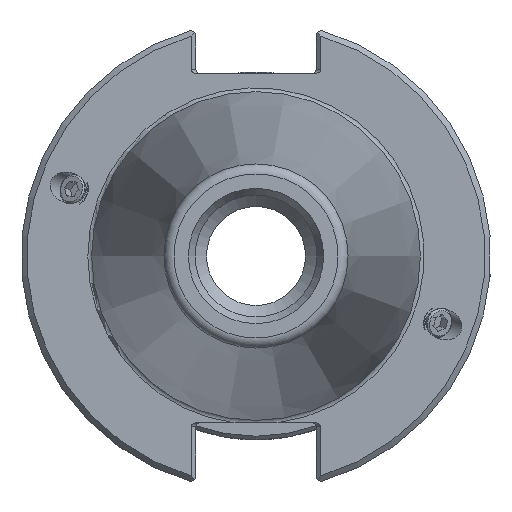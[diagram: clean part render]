
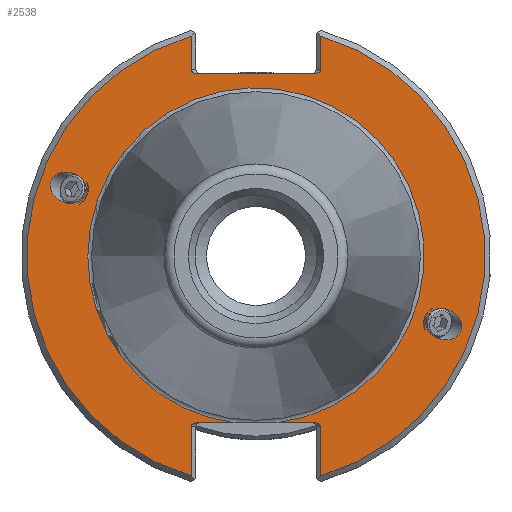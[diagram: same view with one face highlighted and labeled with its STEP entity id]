
A CAD part, left-side view. The second image highlights one B-rep face of the part: STEP entity #2538.
In plain terms, the highlighted planar face has unit normal (-1, 0, 0).
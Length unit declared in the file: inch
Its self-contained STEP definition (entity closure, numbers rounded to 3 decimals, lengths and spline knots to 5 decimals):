
#42=ELLIPSE('',#2733,0.09853,0.08071);
#43=ELLIPSE('',#2741,0.09853,0.08071);
#48=ELLIPSE('',#2784,0.02828,0.02);
#49=ELLIPSE('',#2786,0.02828,0.02);
#50=ELLIPSE('',#2787,0.02828,0.02);
#51=ELLIPSE('',#2789,0.02828,0.02);
#135=FACE_BOUND('',#643,.T.);
#136=FACE_BOUND('',#644,.T.);
#423=FACE_OUTER_BOUND('',#642,.T.);
#642=EDGE_LOOP('',(#2029,#2030,#2031,#2032,#2033,#2034,#2035,#2036,#2037,
#2038,#2039,#2040,#2041,#2042));
#643=EDGE_LOOP('',(#2043));
#644=EDGE_LOOP('',(#2044));
#808=CIRCLE('',#2781,0.895);
#810=CIRCLE('',#2785,1.22);
#811=CIRCLE('',#2788,1.22);
#890=LINE('',#4264,#1026);
#896=LINE('',#4292,#1032);
#897=LINE('',#4296,#1033);
#898=LINE('',#4300,#1034);
#899=LINE('',#4305,#1035);
#900=LINE('',#4309,#1036);
#901=LINE('',#4312,#1037);
#1026=VECTOR('',#3281,0.63343);
#1032=VECTOR('',#3295,0.205);
#1033=VECTOR('',#3298,0.2622);
#1034=VECTOR('',#3301,0.1782);
#1035=VECTOR('',#3306,0.1782);
#1036=VECTOR('',#3309,0.2622);
#1037=VECTOR('',#3312,0.205);
#1257=VERTEX_POINT('',#4162);
#1260=VERTEX_POINT('',#4173);
#1290=VERTEX_POINT('',#4260);
#1292=VERTEX_POINT('',#4263);
#1296=VERTEX_POINT('',#4274);
#1297=VERTEX_POINT('',#4275);
#1299=VERTEX_POINT('',#4291);
#1300=VERTEX_POINT('',#4293);
#1301=VERTEX_POINT('',#4295);
#1302=VERTEX_POINT('',#4297);
#1303=VERTEX_POINT('',#4299);
#1304=VERTEX_POINT('',#4302);
#1305=VERTEX_POINT('',#4304);
#1306=VERTEX_POINT('',#4306);
#1307=VERTEX_POINT('',#4308);
#1308=VERTEX_POINT('',#4310);
#1524=EDGE_CURVE('',#1257,#1257,#42,.T.);
#1527=EDGE_CURVE('',#1260,#1260,#43,.T.);
#1559=EDGE_CURVE('',#1290,#1292,#890,.T.);
#1566=EDGE_CURVE('',#1296,#1297,#808,.T.);
#1568=EDGE_CURVE('',#1299,#1296,#896,.T.);
#1569=EDGE_CURVE('',#1300,#1299,#48,.T.);
#1570=EDGE_CURVE('',#1301,#1300,#897,.T.);
#1571=EDGE_CURVE('',#1302,#1301,#810,.T.);
#1572=EDGE_CURVE('',#1303,#1302,#898,.T.);
#1573=EDGE_CURVE('',#1292,#1303,#49,.T.);
#1574=EDGE_CURVE('',#1304,#1290,#50,.T.);
#1575=EDGE_CURVE('',#1305,#1304,#899,.T.);
#1576=EDGE_CURVE('',#1306,#1305,#811,.T.);
#1577=EDGE_CURVE('',#1307,#1306,#900,.T.);
#1578=EDGE_CURVE('',#1308,#1307,#51,.T.);
#1579=EDGE_CURVE('',#1297,#1308,#901,.T.);
#2029=ORIENTED_EDGE('',*,*,#1566,.F.);
#2030=ORIENTED_EDGE('',*,*,#1568,.F.);
#2031=ORIENTED_EDGE('',*,*,#1569,.F.);
#2032=ORIENTED_EDGE('',*,*,#1570,.F.);
#2033=ORIENTED_EDGE('',*,*,#1571,.F.);
#2034=ORIENTED_EDGE('',*,*,#1572,.F.);
#2035=ORIENTED_EDGE('',*,*,#1573,.F.);
#2036=ORIENTED_EDGE('',*,*,#1559,.F.);
#2037=ORIENTED_EDGE('',*,*,#1574,.F.);
#2038=ORIENTED_EDGE('',*,*,#1575,.F.);
#2039=ORIENTED_EDGE('',*,*,#1576,.F.);
#2040=ORIENTED_EDGE('',*,*,#1577,.F.);
#2041=ORIENTED_EDGE('',*,*,#1578,.F.);
#2042=ORIENTED_EDGE('',*,*,#1579,.F.);
#2043=ORIENTED_EDGE('',*,*,#1524,.T.);
#2044=ORIENTED_EDGE('',*,*,#1527,.T.);
#2419=PLANE('',#2783);
#2538=ADVANCED_FACE('',(#423,#135,#136),#2419,.T.);
#2733=AXIS2_PLACEMENT_3D('',#4163,#3179,#3180);
#2741=AXIS2_PLACEMENT_3D('',#4174,#3195,#3196);
#2781=AXIS2_PLACEMENT_3D('',#4287,#3289,#3290);
#2783=AXIS2_PLACEMENT_3D('',#4290,#3293,#3294);
#2784=AXIS2_PLACEMENT_3D('',#4294,#3296,#3297);
#2785=AXIS2_PLACEMENT_3D('',#4298,#3299,#3300);
#2786=AXIS2_PLACEMENT_3D('',#4301,#3302,#3303);
#2787=AXIS2_PLACEMENT_3D('',#4303,#3304,#3305);
#2788=AXIS2_PLACEMENT_3D('',#4307,#3307,#3308);
#2789=AXIS2_PLACEMENT_3D('',#4311,#3310,#3311);
#3179=DIRECTION('center_axis',(1.,0.,0.));
#3180=DIRECTION('ref_axis',(0.,-0.94,-0.342));
#3195=DIRECTION('center_axis',(1.,0.,0.));
#3196=DIRECTION('ref_axis',(0.,0.94,0.342));
#3281=DIRECTION('',(0.,-1.,0.));
#3289=DIRECTION('center_axis',(-1.,0.,0.));
#3290=DIRECTION('ref_axis',(0.,-1.,0.));
#3293=DIRECTION('center_axis',(-1.,0.,0.));
#3294=DIRECTION('ref_axis',(0.,0.,1.));
#3295=DIRECTION('',(0.,1.,0.));
#3296=DIRECTION('center_axis',(-1.,0.,0.));
#3297=DIRECTION('ref_axis',(0.,-1.,0.));
#3298=DIRECTION('',(0.,0.,1.));
#3299=DIRECTION('center_axis',(1.,0.,0.));
#3300=DIRECTION('ref_axis',(0.,-1.,0.));
#3301=DIRECTION('',(0.,0.,1.));
#3302=DIRECTION('center_axis',(-1.,0.,0.));
#3303=DIRECTION('ref_axis',(0.,-1.,0.));
#3304=DIRECTION('center_axis',(-1.,0.,0.));
#3305=DIRECTION('ref_axis',(0.,1.,0.));
#3306=DIRECTION('',(0.,0.,-1.));
#3307=DIRECTION('center_axis',(1.,0.,0.));
#3308=DIRECTION('ref_axis',(0.,1.,0.));
#3309=DIRECTION('',(0.,0.,-1.));
#3310=DIRECTION('center_axis',(-1.,0.,0.));
#3311=DIRECTION('ref_axis',(0.,1.,0.));
#3312=DIRECTION('',(0.,1.,0.));
#4162=CARTESIAN_POINT('',(0.125,-0.90631,-0.32987));
#4163=CARTESIAN_POINT('Origin',(0.125,-0.99889,-0.36357));
#4173=CARTESIAN_POINT('',(0.125,0.90631,0.32987));
#4174=CARTESIAN_POINT('Origin',(0.125,0.99889,0.36357));
#4260=CARTESIAN_POINT('',(0.125,0.31672,0.972));
#4263=CARTESIAN_POINT('',(0.125,-0.31672,0.972));
#4264=CARTESIAN_POINT('',(0.125,0.53125,0.972));
#4274=CARTESIAN_POINT('',(0.125,-0.11172,-0.888));
#4275=CARTESIAN_POINT('',(0.125,0.11172,-0.888));
#4287=CARTESIAN_POINT('Origin',(0.125,0.,0.));
#4290=CARTESIAN_POINT('Origin',(0.125,1.0625,0.));
#4291=CARTESIAN_POINT('',(0.125,-0.31672,-0.888));
#4292=CARTESIAN_POINT('',(0.125,0.53125,-0.888));
#4293=CARTESIAN_POINT('',(0.125,-0.345,-0.908));
#4294=CARTESIAN_POINT('Origin',(0.125,-0.31672,-0.908));
#4295=CARTESIAN_POINT('',(0.125,-0.345,-1.1702));
#4296=CARTESIAN_POINT('',(0.125,-0.345,-0.444));
#4297=CARTESIAN_POINT('',(0.125,-0.345,1.1702));
#4298=CARTESIAN_POINT('Origin',(0.125,0.,0.));
#4299=CARTESIAN_POINT('',(0.125,-0.345,0.992));
#4300=CARTESIAN_POINT('',(0.125,-0.345,0.486));
#4301=CARTESIAN_POINT('Origin',(0.125,-0.31672,0.992));
#4302=CARTESIAN_POINT('',(0.125,0.345,0.992));
#4303=CARTESIAN_POINT('Origin',(0.125,0.31672,0.992));
#4304=CARTESIAN_POINT('',(0.125,0.345,1.1702));
#4305=CARTESIAN_POINT('',(0.125,0.345,0.486));
#4306=CARTESIAN_POINT('',(0.125,0.345,-1.1702));
#4307=CARTESIAN_POINT('Origin',(0.125,0.,0.));
#4308=CARTESIAN_POINT('',(0.125,0.345,-0.908));
#4309=CARTESIAN_POINT('',(0.125,0.345,-0.444));
#4310=CARTESIAN_POINT('',(0.125,0.31672,-0.888));
#4311=CARTESIAN_POINT('Origin',(0.125,0.31672,-0.908));
#4312=CARTESIAN_POINT('',(0.125,0.53125,-0.888));
